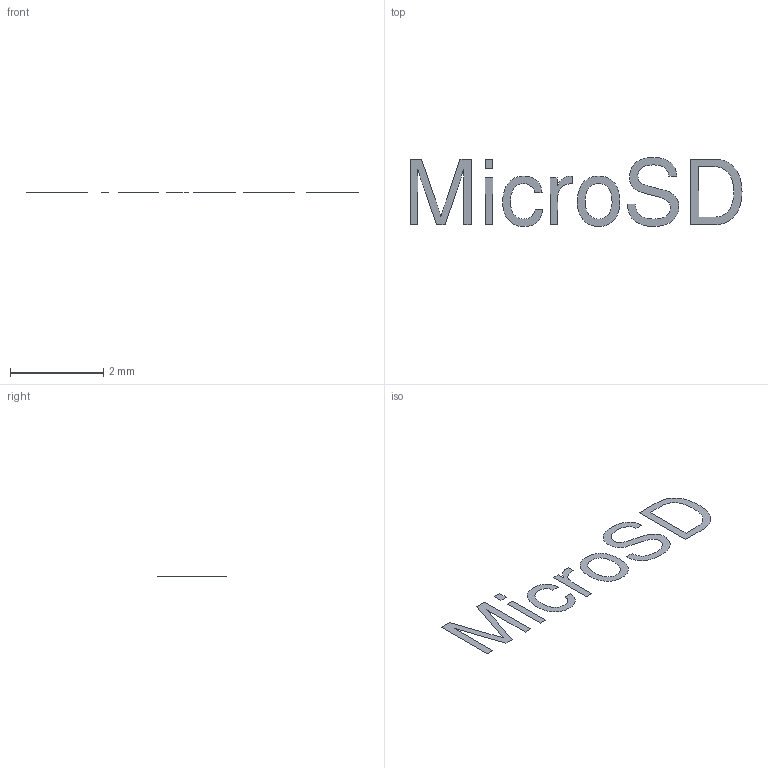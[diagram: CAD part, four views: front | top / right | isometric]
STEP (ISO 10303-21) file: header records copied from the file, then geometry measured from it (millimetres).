
FILE_DESCRIPTION(('FreeCAD Model'),'2;1');
FILE_NAME('Open CASCADE Shape Model','2023-04-26T21:52:11',('Author'),( ''),'Open CASCADE STEP processor 7.5','FreeCAD','Unknown');
FILE_SCHEMA(('AUTOMOTIVE_DESIGN { 1 0 10303 214 1 1 1 1 }'));
Length unit declared in the file: millimetre
Products named in the file (1): ShapeString
Bounding box: 7.11 x 1.48 x 0 mm (x, y, z)
Surface area: 3.4 mm2 (no closed solid volume)
Topology: 0 solids, 8 shells, 8 faces, 116 edges, 116 vertices
Faces by surface type: plane 8
Entity records: 1102 total; most frequent: CARTESIAN_POINT 393, ORIENTED_EDGE 116, EDGE_CURVE 116, VERTEX_POINT 116, B_SPLINE_CURVE_WITH_KNOTS 76, DIRECTION 58, LINE 40, VECTOR 40
